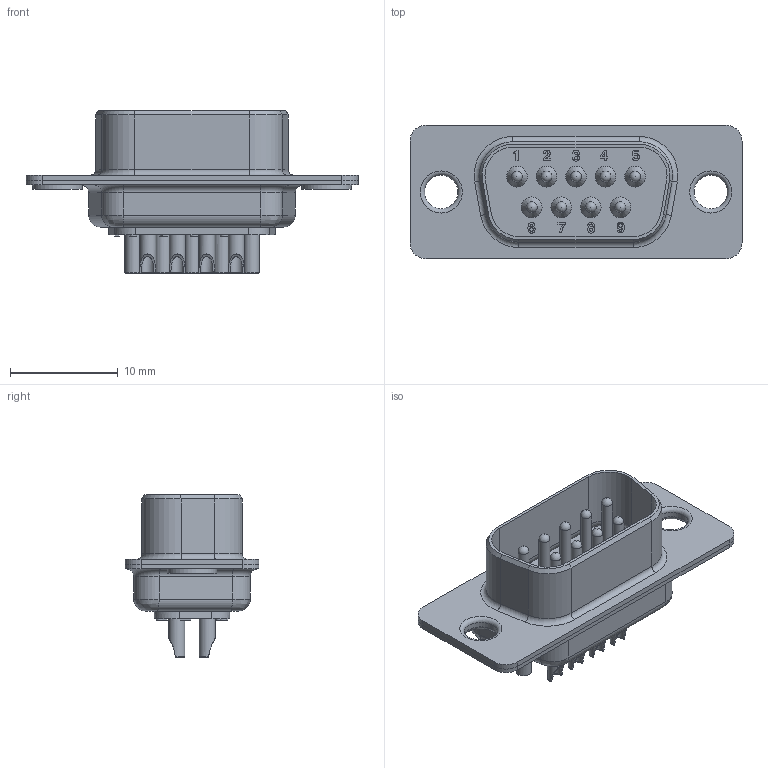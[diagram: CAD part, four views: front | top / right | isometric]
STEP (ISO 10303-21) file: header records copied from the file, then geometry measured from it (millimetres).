
FILE_DESCRIPTION(/* description */ ('I09P'),/* implementation_level */ '2;1');
FILE_NAME(/* name */ 'K050001.stp',/* time_stamp */ '2017-04-28T16:52:38+02:00',/* author */ ('M. Rickli'),/* organization */ (''),/* preprocessor_version */ 'ST-DEVELOPER v15.6',/* originating_system */ 'Autodesk Inventor 2015',/* authorisation */ '');
FILE_SCHEMA (('AUTOMOTIVE_DESIGN { 1 0 10303 214 3 1 1 }'));
Length unit declared in the file: millimetre
Products named in the file (5): N00401_BG; R+B00919_BG; R+B00142_BG; R+B00135_BG; K050001
Assembly tree (12 placements, depth 2):
  K050001
    N00401_BG
    R+B00919_BG  x9
    R+B00142_BG
    R+B00135_BG
Bounding box: 30.8 x 12.4 x 15.1 mm (x, y, z)
Volume: 1167.2 mm3; surface area: 3472.6 mm2
Topology: 12 solids, 12 shells, 590 faces, 1372 edges, 877 vertices
Faces by surface type: plane 262, cylinder 199, cone 58, bspline 38, torus 24, sphere 9
Full cylindrical faces by diameter (mm): 0.242 x2, 0.281 x2, 1 x9, 1.2 x9, 1.5 x9, 1.6 x9, 1.602 x18, 1.92 x9, 1.94 x9, 1.96 x18, 2.23 x9, 2.3 x9, 3.1 x2, 3.9 x2, 4.06 x2, 4.6 x2
Entity records: 15005 total; most frequent: CARTESIAN_POINT 5738, DIRECTION 1870, ORIENTED_EDGE 1800, EDGE_CURVE 900, AXIS2_PLACEMENT_3D 651, VERTEX_POINT 606, LINE 568, VECTOR 568
